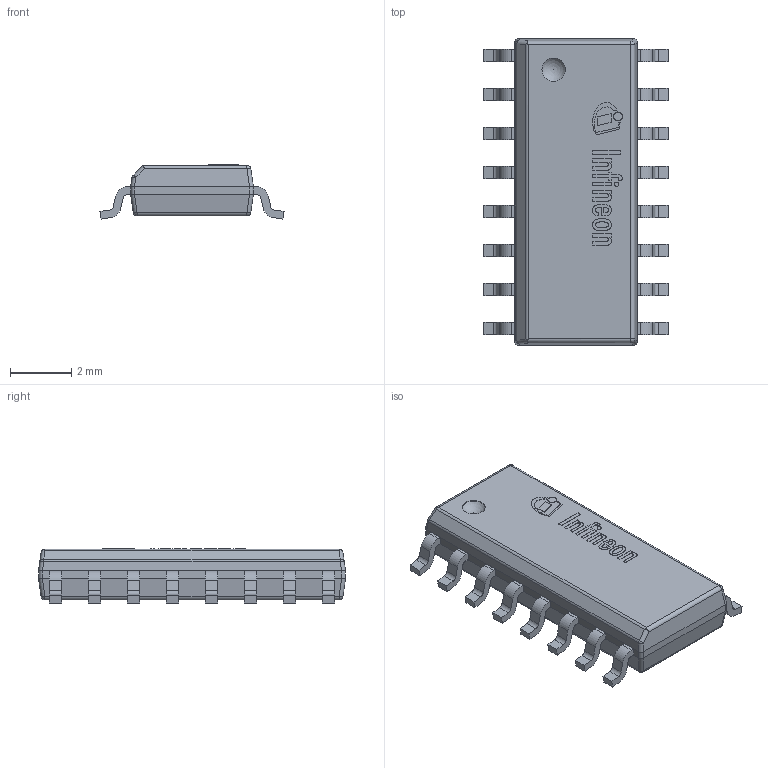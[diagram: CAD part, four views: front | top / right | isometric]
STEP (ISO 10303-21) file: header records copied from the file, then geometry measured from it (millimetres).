
FILE_DESCRIPTION(/* description */ (''),/* implementation_level */ '2;1');
FILE_NAME(/* name */ 'Working Folder - Shortcut.stp',/* time_stamp */ '2018-10-31T14:30:33+05:00',/* author */ ('janartha'),/* organization */ (''),/* preprocessor_version */ 'ST-DEVELOPER v16.13',/* originating_system */ 'AutoCAD Mechanical',/* authorisation */ '');
FILE_SCHEMA (('AUTOMOTIVE_DESIGN { 1 0 10303 214 3 1 1 }'));
Length unit declared in the file: millimetre
Products named in the file (1): Product
Bounding box: 6 x 10 x 1.76 mm (x, y, z)
Volume: 65.5 mm3; surface area: 315.8 mm2
Topology: 32 solids, 32 shells, 484 faces, 1246 edges, 819 vertices
Faces by surface type: plane 267, cylinder 206, sphere 11
Full cylindrical faces by diameter (mm): 0.142 x1, 0.293 x1, 0.76 x2, 1.5 x1
Entity records: 14647 total; most frequent: DIRECTION 2607, CARTESIAN_POINT 2522, ORIENTED_EDGE 2450, EDGE_CURVE 1225, AXIS2_PLACEMENT_3D 897, LINE 813, VECTOR 813, VERTEX_POINT 812
